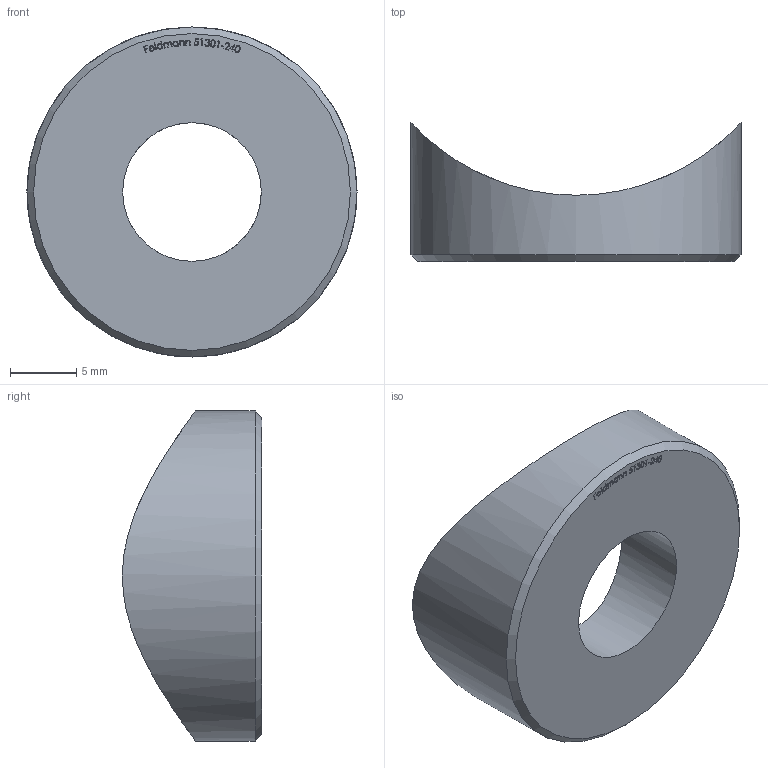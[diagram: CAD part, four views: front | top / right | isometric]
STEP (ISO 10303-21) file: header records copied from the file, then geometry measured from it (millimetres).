
FILE_DESCRIPTION (( 'STEP AP203' ), '1' );
FILE_NAME ('51301-240.step', '2023-11-21T14:17:22', ( '' ), ( '' ), 'SwSTEP 2.0', 'SolidWorks 2018', '' );
FILE_SCHEMA (( 'CONFIG_CONTROL_DESIGN' ));
Length unit declared in the file: millimetre
Products named in the file (1): 51301-240
Bounding box: 25 x 10.55 x 25 mm (x, y, z)
Volume: 2610.7 mm3; surface area: 1610.4 mm2
Topology: 1 solids, 1 shells, 220 faces, 585 edges, 390 vertices
Faces by surface type: plane 122, bspline 94, cylinder 3, cone 1
Full cylindrical faces by diameter (mm): 10.5 x1, 25 x1
Entity records: 12235 total; most frequent: CARTESIAN_POINT 7339, ORIENTED_EDGE 1162, DIRECTION 648, EDGE_CURVE 581, VERTEX_POINT 389, LINE 388, VECTOR 388, EDGE_LOOP 248
